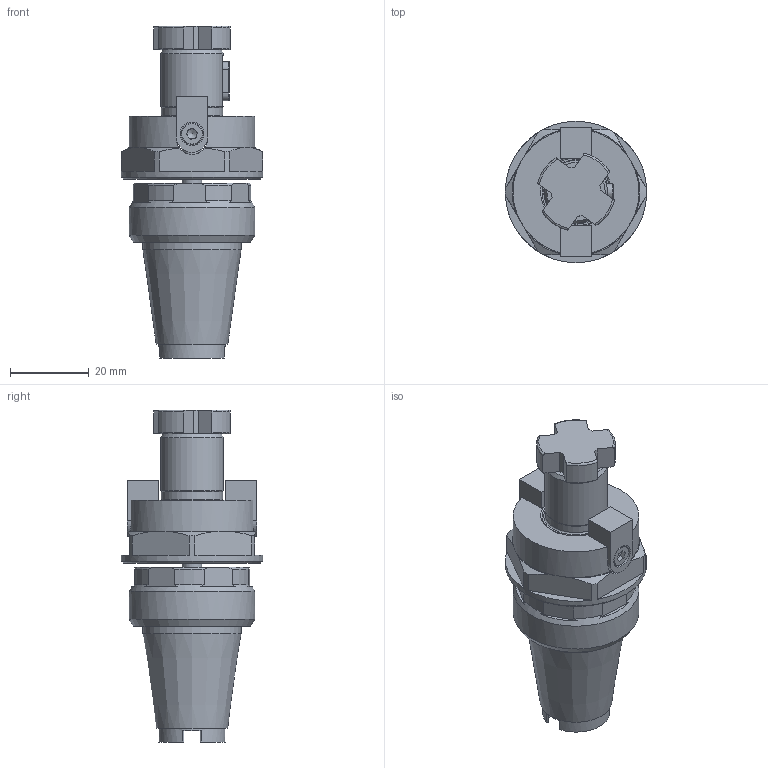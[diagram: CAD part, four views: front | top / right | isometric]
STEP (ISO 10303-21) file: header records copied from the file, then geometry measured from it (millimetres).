
FILE_DESCRIPTION (( 'STEP AP214' ), '1' );
FILE_NAME ('UC-ER25I-PF16E.STEP', '2020-09-08T09:00:46', ( '' ), ( '' ), 'SwSTEP 2.0', 'SolidWorks 2016', '' );
FILE_SCHEMA (( 'AUTOMOTIVE_DESIGN' ));
Length unit declared in the file: millimetre
Products named in the file (1): UC-ER25I-PF16E
Bounding box: 36 x 36 x 84.5 mm (x, y, z)
Surface area: 11727.7 mm2 (no closed solid volume)
Topology: 0 solids, 11 shells, 195 faces, 549 edges, 364 vertices
Faces by surface type: plane 107, cylinder 50, cone 25, torus 13
Full cylindrical faces by diameter (mm): 1.5 x2, 2.5 x2, 5 x1, 5.5 x2, 6 x2, 15.6 x1, 16 x1, 17 x1, 24.95 x1, 25.05 x1, 32 x1, 36 x1
Entity records: 8390 total; most frequent: CARTESIAN_POINT 1407, DIRECTION 1018, ORIENTED_EDGE 912, EDGE_CURVE 503, AXIS2_PLACEMENT_3D 385, VERTEX_POINT 350, VECTOR 248, LINE 248
